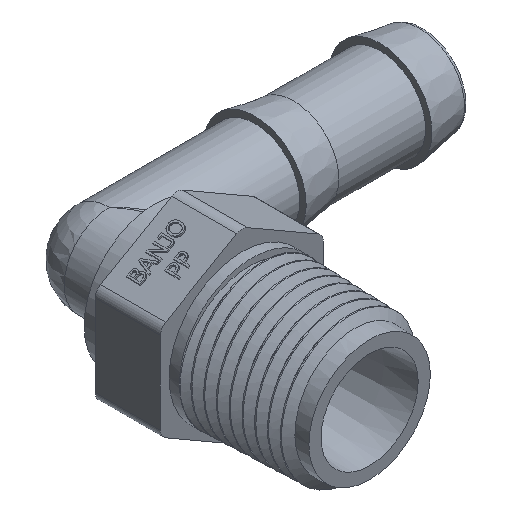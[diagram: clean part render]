
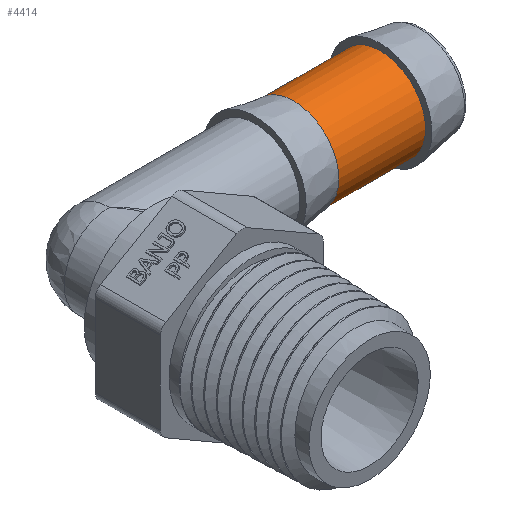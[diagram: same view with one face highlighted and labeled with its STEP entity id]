
A CAD part, isometric view. The second image highlights one B-rep face of the part: STEP entity #4414.
In plain terms, the highlighted cylindrical face has radius 6.604 mm (diameter 13.208 mm), a full revolution.
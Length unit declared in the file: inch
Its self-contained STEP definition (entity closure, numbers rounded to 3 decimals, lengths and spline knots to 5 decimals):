
#73=FACE_BOUND($,#1633,.T.);
#975=CIRCLE($,#4630,0.26);
#976=CIRCLE($,#4632,0.26);
#1349=FACE_OUTER_BOUND($,#1632,.T.);
#1632=EDGE_LOOP($,(#4142));
#1633=EDGE_LOOP($,(#4143));
#2254=VERTEX_POINT($,#13778);
#2255=VERTEX_POINT($,#13781);
#2885=EDGE_CURVE($,#2254,#2254,#975,.T.);
#2886=EDGE_CURVE($,#2255,#2255,#976,.T.);
#4142=ORIENTED_EDGE($,*,*,#2886,.F.);
#4143=ORIENTED_EDGE($,*,*,#2885,.T.);
#4170=CYLINDRICAL_SURFACE($,#4631,0.26);
#4414=ADVANCED_FACE($,(#1349,#73),#4170,.T.);
#4630=AXIS2_PLACEMENT_3D($,#13779,#5442,#5443);
#4631=AXIS2_PLACEMENT_3D($,#13780,#5444,#5445);
#4632=AXIS2_PLACEMENT_3D($,#13782,#5446,#5447);
#5442=DIRECTION('center_axis',(1.,0.,0.));
#5443=DIRECTION('ref_axis',(0.,0.,-1.));
#5444=DIRECTION('center_axis',(1.,0.,0.));
#5445=DIRECTION('ref_axis',(0.,1.,0.));
#5446=DIRECTION('center_axis',(1.,0.,0.));
#5447=DIRECTION('ref_axis',(0.,0.,-1.));
#13778=CARTESIAN_POINT('',(1.0625,0.26,0.));
#13779=CARTESIAN_POINT('Origin',(1.0625,0.,0.));
#13780=CARTESIAN_POINT('Origin',(1.3125,0.,0.));
#13781=CARTESIAN_POINT('',(1.5625,0.26,0.));
#13782=CARTESIAN_POINT('Origin',(1.5625,0.,0.));
